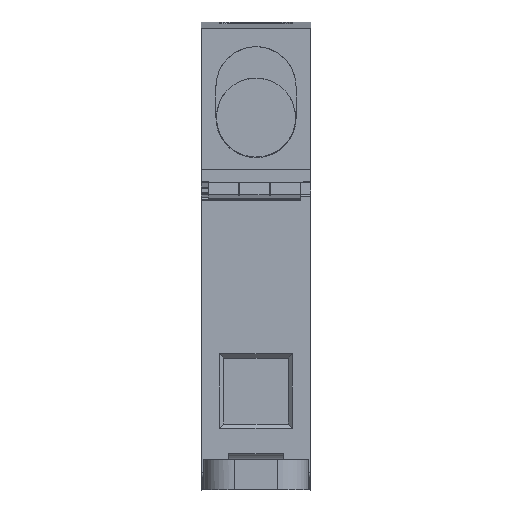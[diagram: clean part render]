
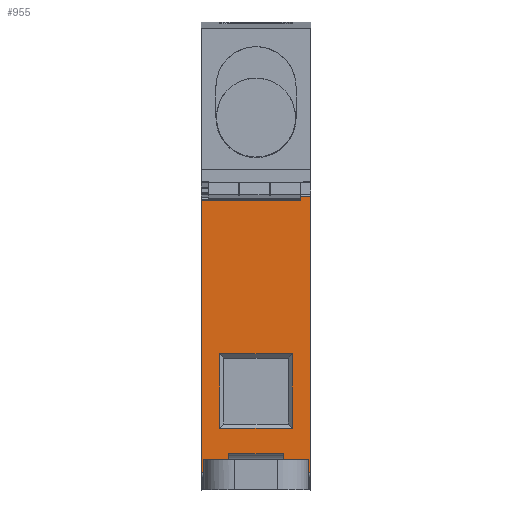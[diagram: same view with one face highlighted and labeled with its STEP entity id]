
A CAD part, front view. The second image highlights one B-rep face of the part: STEP entity #955.
In plain terms, the highlighted planar face has unit normal (0, -1, 0).
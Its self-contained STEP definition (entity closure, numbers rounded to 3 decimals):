
#846=AXIS2_PLACEMENT_3D('Plane Axis2P3D',#843,#844,#845) ;
#116=CARTESIAN_POINT('Line Origine',(17.8,6.5,25.249)) ;
#120=CARTESIAN_POINT('Vertex',(17.8,6.5,2.821)) ;
#122=CARTESIAN_POINT('Vertex',(17.8,6.5,47.678)) ;
#843=CARTESIAN_POINT('Axis2P3D Location',(0.,6.5,5.9)) ;
#848=CARTESIAN_POINT('Line Origine',(16.975,6.5,47.678)) ;
#852=CARTESIAN_POINT('Vertex',(16.15,6.5,47.678)) ;
#855=CARTESIAN_POINT('Line Origine',(16.15,6.5,47.326)) ;
#859=CARTESIAN_POINT('Vertex',(16.15,6.5,46.974)) ;
#862=CARTESIAN_POINT('Line Origine',(8.075,6.5,46.974)) ;
#866=CARTESIAN_POINT('Vertex',(0.,6.5,46.974)) ;
#869=CARTESIAN_POINT('Line Origine',(0.,6.5,24.897)) ;
#873=CARTESIAN_POINT('Vertex',(0.,6.5,2.821)) ;
#876=CARTESIAN_POINT('Line Origine',(2.25,6.5,2.821)) ;
#880=CARTESIAN_POINT('Vertex',(4.5,6.5,2.821)) ;
#883=CARTESIAN_POINT('Line Origine',(4.5,6.5,4.36)) ;
#887=CARTESIAN_POINT('Vertex',(4.5,6.5,5.9)) ;
#890=CARTESIAN_POINT('Line Origine',(8.9,6.5,5.9)) ;
#894=CARTESIAN_POINT('Vertex',(13.3,6.5,5.9)) ;
#897=CARTESIAN_POINT('Line Origine',(13.3,6.5,4.36)) ;
#901=CARTESIAN_POINT('Vertex',(13.3,6.5,2.821)) ;
#904=CARTESIAN_POINT('Line Origine',(15.55,6.5,2.821)) ;
#921=CARTESIAN_POINT('Line Origine',(8.9,6.5,22.1)) ;
#925=CARTESIAN_POINT('Vertex',(3.,6.5,22.1)) ;
#927=CARTESIAN_POINT('Vertex',(14.8,6.5,22.1)) ;
#930=CARTESIAN_POINT('Line Origine',(14.8,6.5,16.05)) ;
#934=CARTESIAN_POINT('Vertex',(14.8,6.5,10.)) ;
#937=CARTESIAN_POINT('Line Origine',(8.9,6.5,10.)) ;
#941=CARTESIAN_POINT('Vertex',(3.,6.5,10.)) ;
#944=CARTESIAN_POINT('Line Origine',(3.,6.5,16.05)) ;
#117=DIRECTION('Vector Direction',(0.,0.,1.)) ;
#844=DIRECTION('Axis2P3D Direction',(0.,1.,0.)) ;
#845=DIRECTION('Axis2P3D XDirection',(-1.,0.,0.)) ;
#849=DIRECTION('Vector Direction',(-1.,0.,0.)) ;
#856=DIRECTION('Vector Direction',(0.,0.,-1.)) ;
#863=DIRECTION('Vector Direction',(-1.,0.,0.)) ;
#870=DIRECTION('Vector Direction',(0.,0.,1.)) ;
#877=DIRECTION('Vector Direction',(1.,0.,0.)) ;
#884=DIRECTION('Vector Direction',(0.,0.,1.)) ;
#891=DIRECTION('Vector Direction',(1.,0.,0.)) ;
#898=DIRECTION('Vector Direction',(0.,0.,1.)) ;
#905=DIRECTION('Vector Direction',(-1.,0.,0.)) ;
#922=DIRECTION('Vector Direction',(1.,0.,0.)) ;
#931=DIRECTION('Vector Direction',(0.,0.,-1.)) ;
#938=DIRECTION('Vector Direction',(-1.,0.,0.)) ;
#945=DIRECTION('Vector Direction',(0.,0.,1.)) ;
#118=VECTOR('Line Direction',#117,1.) ;
#850=VECTOR('Line Direction',#849,1.) ;
#857=VECTOR('Line Direction',#856,1.) ;
#864=VECTOR('Line Direction',#863,1.) ;
#871=VECTOR('Line Direction',#870,1.) ;
#878=VECTOR('Line Direction',#877,1.) ;
#885=VECTOR('Line Direction',#884,1.) ;
#892=VECTOR('Line Direction',#891,1.) ;
#899=VECTOR('Line Direction',#898,1.) ;
#906=VECTOR('Line Direction',#905,1.) ;
#923=VECTOR('Line Direction',#922,1.) ;
#932=VECTOR('Line Direction',#931,1.) ;
#939=VECTOR('Line Direction',#938,1.) ;
#946=VECTOR('Line Direction',#945,1.) ;
#910=ORIENTED_EDGE('',*,*,#854,.F.) ;
#911=ORIENTED_EDGE('',*,*,#861,.F.) ;
#912=ORIENTED_EDGE('',*,*,#868,.T.) ;
#913=ORIENTED_EDGE('',*,*,#875,.F.) ;
#914=ORIENTED_EDGE('',*,*,#882,.T.) ;
#915=ORIENTED_EDGE('',*,*,#889,.T.) ;
#916=ORIENTED_EDGE('',*,*,#896,.T.) ;
#917=ORIENTED_EDGE('',*,*,#903,.F.) ;
#918=ORIENTED_EDGE('',*,*,#908,.T.) ;
#919=ORIENTED_EDGE('',*,*,#124,.T.) ;
#950=ORIENTED_EDGE('',*,*,#929,.T.) ;
#951=ORIENTED_EDGE('',*,*,#936,.T.) ;
#952=ORIENTED_EDGE('',*,*,#943,.T.) ;
#953=ORIENTED_EDGE('',*,*,#948,.T.) ;
#954=FACE_BOUND('',#949,.T.) ;
#955=ADVANCED_FACE('SOCKEL',(#920,#954),#847,.F.) ;
#124=EDGE_CURVE('',#121,#123,#119,.T.) ;
#854=EDGE_CURVE('',#853,#123,#851,.F.) ;
#861=EDGE_CURVE('',#860,#853,#858,.F.) ;
#868=EDGE_CURVE('',#860,#867,#865,.T.) ;
#875=EDGE_CURVE('',#874,#867,#872,.T.) ;
#882=EDGE_CURVE('',#874,#881,#879,.T.) ;
#889=EDGE_CURVE('',#881,#888,#886,.T.) ;
#896=EDGE_CURVE('',#888,#895,#893,.T.) ;
#903=EDGE_CURVE('',#902,#895,#900,.T.) ;
#908=EDGE_CURVE('',#902,#121,#907,.F.) ;
#929=EDGE_CURVE('',#926,#928,#924,.T.) ;
#936=EDGE_CURVE('',#928,#935,#933,.T.) ;
#943=EDGE_CURVE('',#935,#942,#940,.T.) ;
#948=EDGE_CURVE('',#942,#926,#947,.T.) ;
#909=EDGE_LOOP('',(#910,#911,#912,#913,#914,#915,#916,#917,#918,#919)) ;
#949=EDGE_LOOP('',(#950,#951,#952,#953)) ;
#920=FACE_OUTER_BOUND('',#909,.T.) ;
#119=LINE('Line',#116,#118) ;
#851=LINE('Line',#848,#850) ;
#858=LINE('Line',#855,#857) ;
#865=LINE('Line',#862,#864) ;
#872=LINE('Line',#869,#871) ;
#879=LINE('Line',#876,#878) ;
#886=LINE('Line',#883,#885) ;
#893=LINE('Line',#890,#892) ;
#900=LINE('Line',#897,#899) ;
#907=LINE('Line',#904,#906) ;
#924=LINE('Line',#921,#923) ;
#933=LINE('Line',#930,#932) ;
#940=LINE('Line',#937,#939) ;
#947=LINE('Line',#944,#946) ;
#847=PLANE('',#846) ;
#121=VERTEX_POINT('',#120) ;
#123=VERTEX_POINT('',#122) ;
#853=VERTEX_POINT('',#852) ;
#860=VERTEX_POINT('',#859) ;
#867=VERTEX_POINT('',#866) ;
#874=VERTEX_POINT('',#873) ;
#881=VERTEX_POINT('',#880) ;
#888=VERTEX_POINT('',#887) ;
#895=VERTEX_POINT('',#894) ;
#902=VERTEX_POINT('',#901) ;
#926=VERTEX_POINT('',#925) ;
#928=VERTEX_POINT('',#927) ;
#935=VERTEX_POINT('',#934) ;
#942=VERTEX_POINT('',#941) ;
